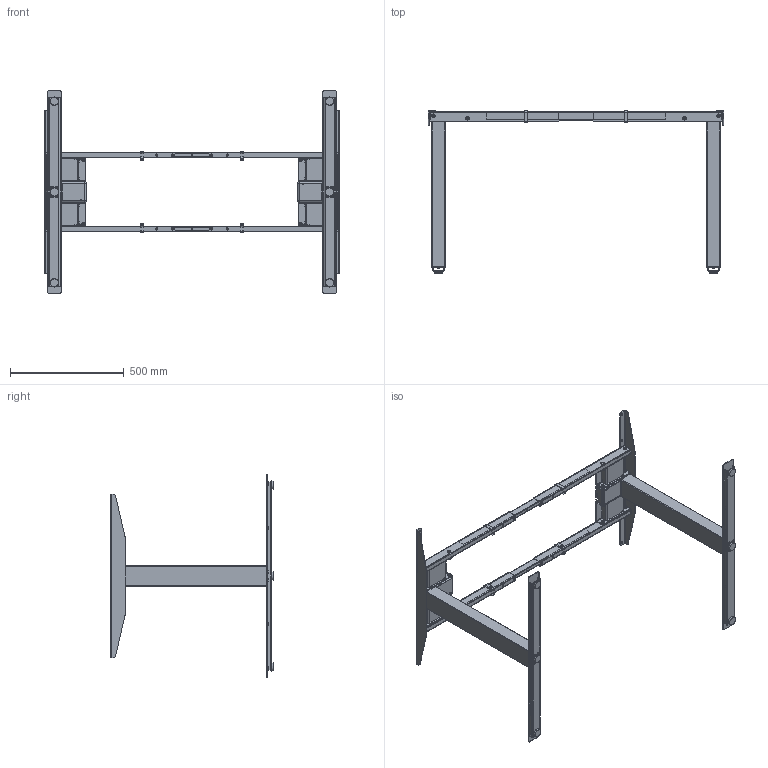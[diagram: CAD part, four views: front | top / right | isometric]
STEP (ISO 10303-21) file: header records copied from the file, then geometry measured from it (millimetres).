
FILE_DESCRIPTION (( 'STEP AP203' ), '1' );
FILE_NAME ('Classic C-2, fixed height, foot 890_CL2FCKXXXXxxG.STEP', '2024-02-23T13:55:22', ( '' ), ( '' ), 'SwSTEP 2.0', 'SolidWorks 2021', '' );
FILE_SCHEMA (( 'CONFIG_CONTROL_DESIGN' ));
Length unit declared in the file: millimetre
Products named in the file (1): Classic C-2, fixed height, foot 890_CL2FCKXXXXxxG
Bounding box: 1300 x 715.6 x 890 mm (x, y, z)
Surface area: 2276351.3 mm2 (no closed solid volume)
Topology: 0 solids, 288 shells, 1165 faces, 5157 edges, 4128 vertices
Faces by surface type: plane 468, cylinder 339, cone 180, torus 96, bspline 70, sphere 12
Entity records: 58729 total; most frequent: CARTESIAN_POINT 18777, DIRECTION 8119, ORIENTED_EDGE 6710, EDGE_CURVE 5137, VERTEX_POINT 4128, AXIS2_PLACEMENT_3D 2810, VECTOR 2499, LINE 2499
